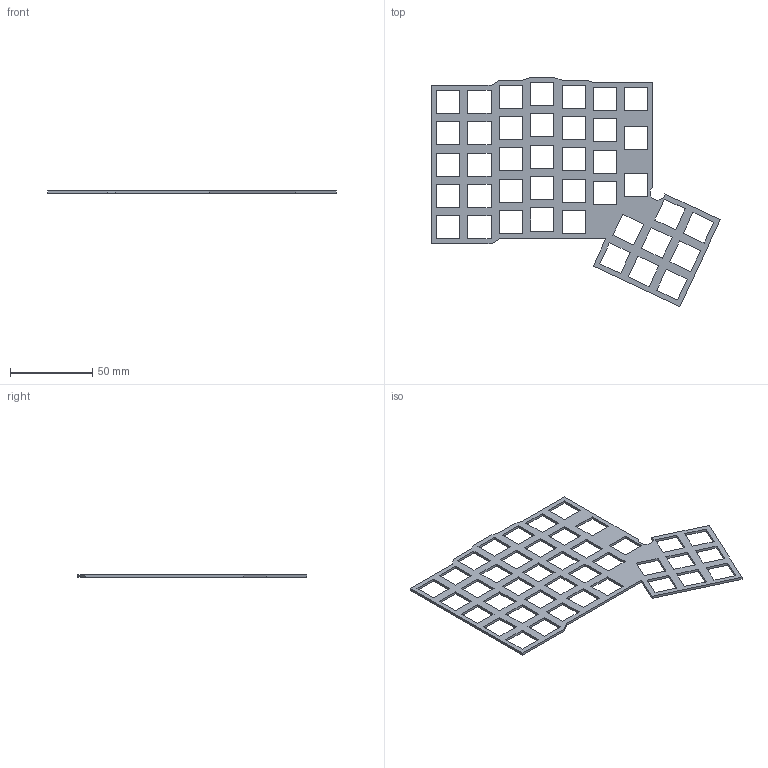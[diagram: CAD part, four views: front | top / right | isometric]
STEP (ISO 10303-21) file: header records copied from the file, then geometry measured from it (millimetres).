
FILE_DESCRIPTION(('FreeCAD Model'),'2;1');
FILE_NAME('Open CASCADE Shape Model','2021-07-06T00:23:06',('Author'),( ''),'Open CASCADE STEP processor 7.5','FreeCAD','Unknown');
FILE_SCHEMA(('AUTOMOTIVE_DESIGN { 1 0 10303 214 1 1 1 1 }'));
Length unit declared in the file: millimetre
Products named in the file (1): Body
Bounding box: 175.24 x 139.02 x 1.5 mm (x, y, z)
Volume: 11567.6 mm3; surface area: 19670.4 mm2
Topology: 1 solids, 1 shells, 181 faces, 537 edges, 358 vertices
Faces by surface type: plane 180, cylinder 1
Entity records: 13102 total; most frequent: CARTESIAN_POINT 2163, DIRECTION 1975, LINE 1607, VECTOR 1607, ORIENTED_EDGE 1074, PCURVE 1074, DEFINITIONAL_REPRESENTATION 1074, EDGE_CURVE 537
